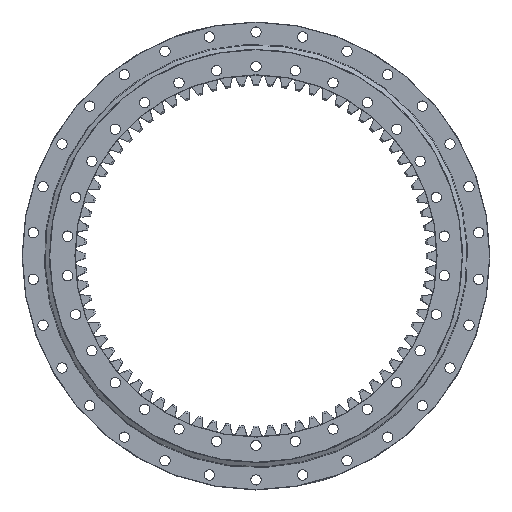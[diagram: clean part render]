
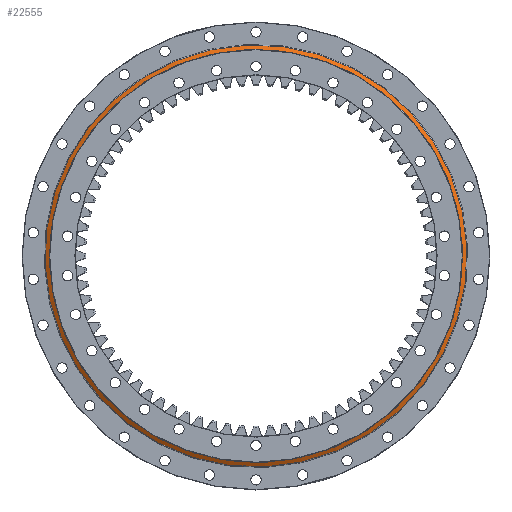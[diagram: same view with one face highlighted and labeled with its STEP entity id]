
A CAD part, top view. The second image highlights one B-rep face of the part: STEP entity #22555.
In plain terms, the highlighted conical face has half-angle 58.57 degrees and reference radius 359.75 mm.
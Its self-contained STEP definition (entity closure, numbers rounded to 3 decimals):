
#1661 = EDGE_CURVE ( 'NONE', #18961, #18961, #9138, .T. ) ;
#2499 = EDGE_LOOP ( 'NONE', ( #5115 ) ) ;
#3994 = EDGE_LOOP ( 'NONE', ( #20048 ) ) ;
#5115 = ORIENTED_EDGE ( 'NONE', *, *, #1661, .F. ) ;
#5745 = FACE_BOUND ( 'NONE', #3994, .T. ) ;
#7640 = CARTESIAN_POINT ( 'NONE',  ( 352.75, 2., -359.75 ) ) ;
#7750 = AXIS2_PLACEMENT_3D ( 'NONE', #25458, #19505, #8655 ) ;
#8655 = DIRECTION ( 'NONE',  ( 0., 0., -1. ) ) ;
#9138 = CIRCLE ( 'NONE', #20081, 367.294 ) ;
#9937 = CARTESIAN_POINT ( 'NONE',  ( 352.75, -2.61, -367.294 ) ) ;
#10764 = EDGE_CURVE ( 'NONE', #28444, #28444, #29724, .T. ) ;
#12252 = DIRECTION ( 'NONE',  ( 0., 0., -1. ) ) ;
#18961 = VERTEX_POINT ( 'NONE', #9937 ) ;
#19505 = DIRECTION ( 'NONE',  ( 0., -1., 0. ) ) ;
#20048 = ORIENTED_EDGE ( 'NONE', *, *, #10764, .T. ) ;
#20081 = AXIS2_PLACEMENT_3D ( 'NONE', #33964, #31320, #12252 ) ;
#22375 = AXIS2_PLACEMENT_3D ( 'NONE', #26379, #26132, #29387 ) ;
#22555 = ADVANCED_FACE ( 'NONE', ( #32972, #5745 ), #34679, .T. ) ;
#25458 = CARTESIAN_POINT ( 'NONE',  ( 352.75, 2., 0. ) ) ;
#26132 = DIRECTION ( 'NONE',  ( 0., -1., 0. ) ) ;
#26379 = CARTESIAN_POINT ( 'NONE',  ( 352.75, 2., 0. ) ) ;
#28444 = VERTEX_POINT ( 'NONE', #7640 ) ;
#29387 = DIRECTION ( 'NONE',  ( 0., 0., -1. ) ) ;
#29724 = CIRCLE ( 'NONE', #22375, 359.75 ) ;
#31320 = DIRECTION ( 'NONE',  ( 0., -1., 0. ) ) ;
#32972 = FACE_OUTER_BOUND ( 'NONE', #2499, .T. ) ;
#33964 = CARTESIAN_POINT ( 'NONE',  ( 352.75, -2.61, 0. ) ) ;
#34679 = CONICAL_SURFACE ( 'NONE', #7750, 359.75, 1.022 ) ;
